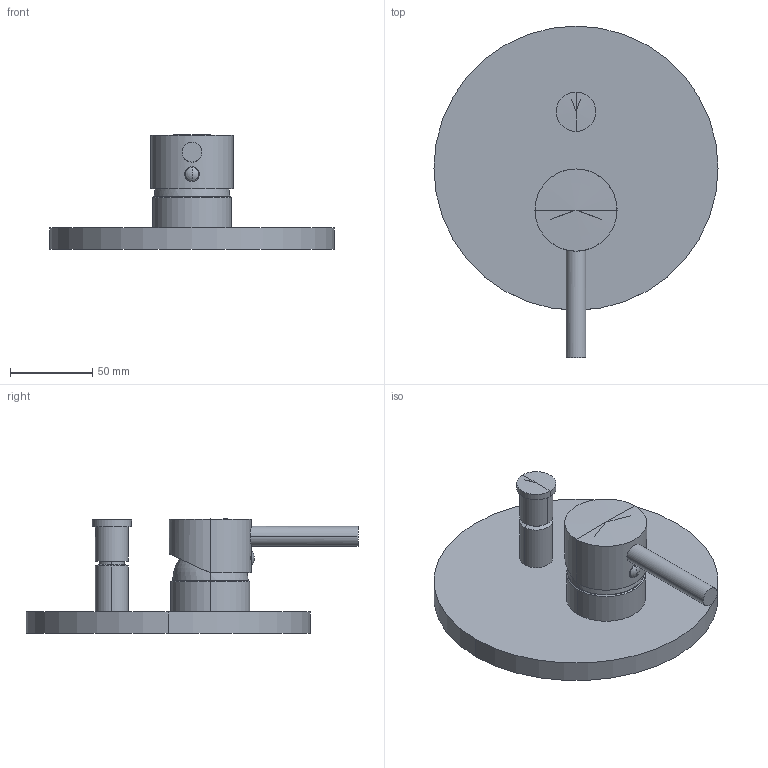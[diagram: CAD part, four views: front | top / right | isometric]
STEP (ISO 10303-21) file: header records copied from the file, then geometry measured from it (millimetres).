
FILE_DESCRIPTION((''),'2;1');
FILE_NAME('SKBOX015CR','2021-01-18T08:39:49',('ut3'),('PAFFONI SpA'),'CREO PARAMETRIC BY PTC INC, 2020044','CREO PARAMETRIC BY PTC INC, 2020044','');
FILE_SCHEMA(('CONFIG_CONTROL_DESIGN','SHAPE_APPEARANCE_LAYERS_GROUPS'));
Length unit declared in the file: millimetre
Products named in the file (1): SKBOX015CR
Bounding box: 173 x 202.12 x 69.8 mm (x, y, z)
Volume: 368867.3 mm3; surface area: 83231.6 mm2
Topology: 2 solids, 2 shells, 142 faces, 359 edges, 223 vertices
Faces by surface type: cylinder 55, plane 45, cone 36, bspline 2, torus 2, sphere 2
Entity records: 6377 total; most frequent: CARTESIAN_POINT 1942, DIRECTION 711, ORIENTED_EDGE 698, EDGE_CURVE 349, AXIS2_PLACEMENT_3D 278, VERTEX_POINT 223, EDGE_LOOP 160, VECTOR 155
